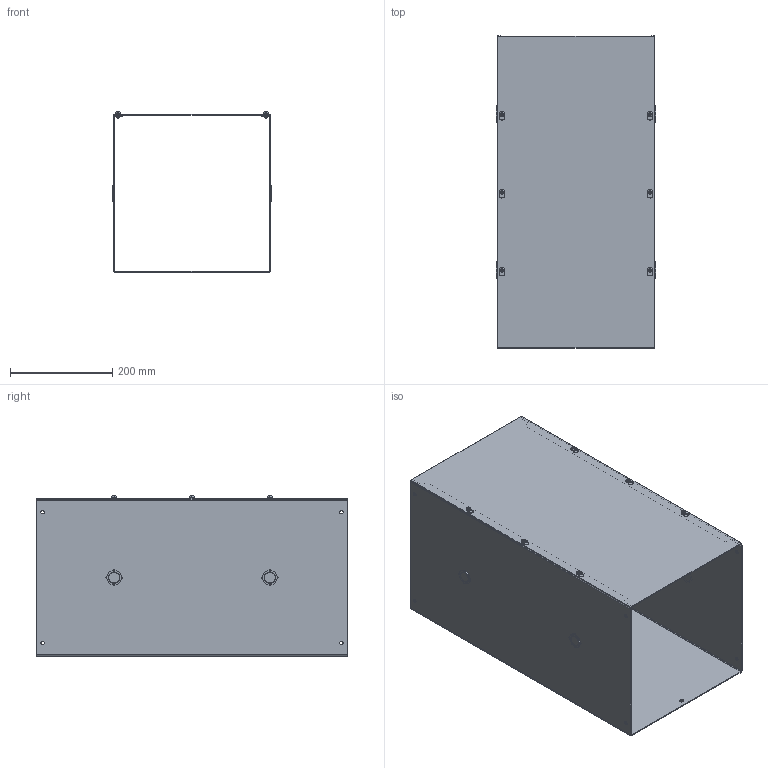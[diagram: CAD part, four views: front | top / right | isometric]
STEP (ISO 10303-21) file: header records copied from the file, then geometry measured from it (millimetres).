
FILE_DESCRIPTION (( 'STEP AP203' ), '1' );
FILE_NAME ('CWSC1224.step', '2024-04-25T15:21:15', ( '' ), ( '' ), 'SwSTEP 2.0', 'SolidWorks 2023', '' );
FILE_SCHEMA (( 'CONFIG_CONTROL_DESIGN' ));
Length unit declared in the file: inch
Products named in the file (1): CWSC1224
Bounding box: 312.12 x 609.6 x 313.05 mm (x, y, z)
Volume: 1430228.6 mm3; surface area: 1540177.6 mm2
Topology: 8 solids, 8 shells, 410 faces, 1116 edges, 732 vertices
Faces by surface type: cylinder 188, plane 186, bspline 24, cone 12
Entity records: 14305 total; most frequent: CARTESIAN_POINT 3615, DIRECTION 2254, ORIENTED_EDGE 2232, EDGE_CURVE 1116, AXIS2_PLACEMENT_3D 811, VERTEX_POINT 732, VECTOR 632, LINE 632
